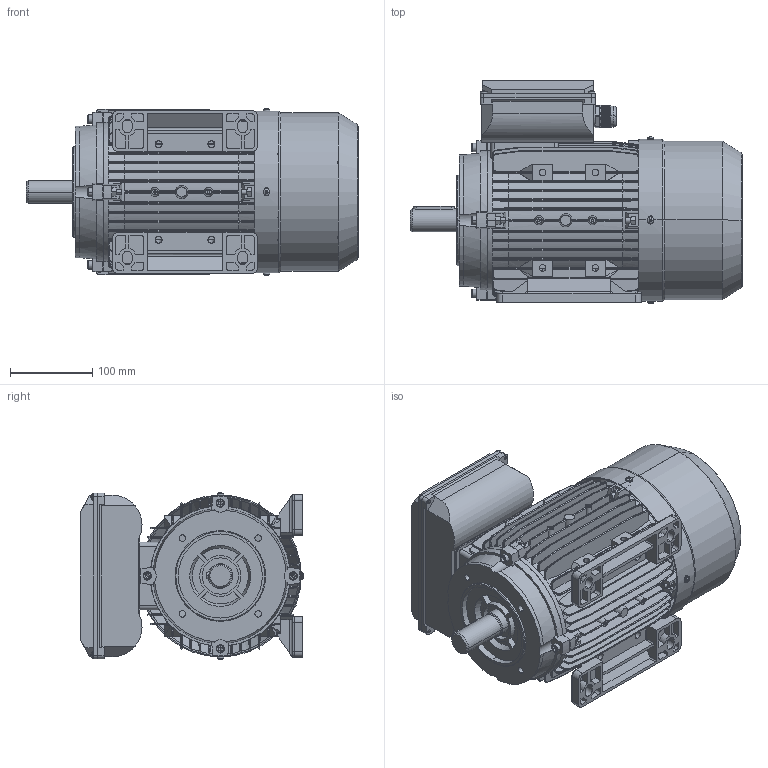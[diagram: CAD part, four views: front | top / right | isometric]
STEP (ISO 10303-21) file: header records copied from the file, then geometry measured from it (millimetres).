
FILE_DESCRIPTION (( 'STEP AP203' ), '1' );
FILE_NAME ('ML100S B34.STEP', '2015-01-14T06:10:18', ( 'USER' ), ( 'MS' ), 'SwSTEP 2.0', 'SolidWorks 2008', '' );
FILE_SCHEMA (( 'CONFIG_CONTROL_DESIGN' ));
Products named in the file (14): ML100风罩_默认; 80-100出线螺套_默认; y2风叶100#_默认; ML100-ML112接线盒座(铝)_默认; ML100-ML112接线盒盖(铝)_默认; ML100S B34; 100S机壳_默认; 100后端盖_默认; 100S转轴_默认; Hexagon nuts grade C GB_GB_FASTENER_NUT_SNC1 M6-N; Hexagon socket head cap screws GB_GB_FASTENER_SCREWS_HSHCS M6X35-N; 100底脚_默认; Cross recessed thread forming screws GB_GB_CROSS_SCREWS_TYPE138 M4X10-N; 100 B14盖_默认
Assembly tree (35 placements, depth 2):
  ML100S B34
    Hexagon nuts grade C GB_GB_FASTENER_NUT_SNC1 M6-N  x8
    y2风叶100#_默认
    100S转轴_默认
    Hexagon socket head cap screws GB_GB_FASTENER_SCREWS_HSHCS M6X35-N  x8
    Cross recessed thread forming screws GB_GB_CROSS_SCREWS_TYPE138 M4X10-N  x8
    100底脚_默认  x2
    80-100出线螺套_默认
    100S机壳_默认
    ML100-ML112接线盒座(铝)_默认
    ML100-ML112接线盒盖(铝)_默认
    100后端盖_默认
    ML100风罩_默认
    100 B14盖_默认
Bounding box: 403 x 271.27 x 202.54 mm (x, y, z)
Volume: 1985811.6 mm3; surface area: 1181063.5 mm2
Topology: 35 solids, 35 shells, 4400 faces, 11481 edges, 7195 vertices
Faces by surface type: plane 2480, cylinder 1224, cone 246, bspline 198, sphere 128, torus 124
Entity records: 129467 total; most frequent: CARTESIAN_POINT 35681, ORIENTED_EDGE 19970, DIRECTION 17840, EDGE_CURVE 9985, VERTEX_POINT 6284, VECTOR 6212, LINE 6212, AXIS2_PLACEMENT_3D 5814
